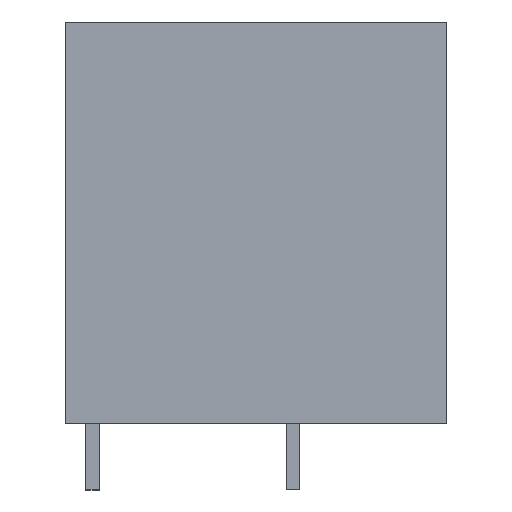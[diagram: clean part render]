
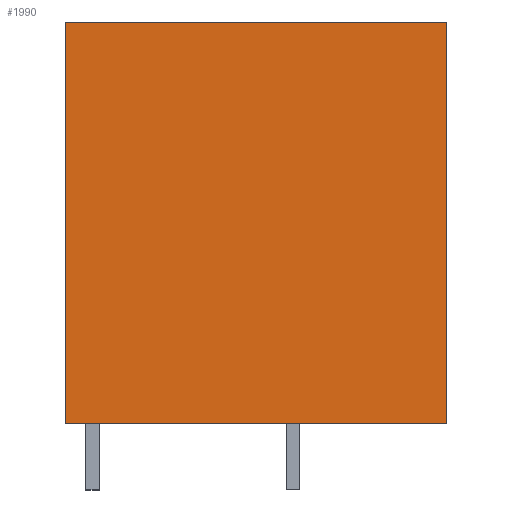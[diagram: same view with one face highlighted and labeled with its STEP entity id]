
A CAD part, left-side view. The second image highlights one B-rep face of the part: STEP entity #1990.
In plain terms, the highlighted planar face has unit normal (-1, 0, 0).
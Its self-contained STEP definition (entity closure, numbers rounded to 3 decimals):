
#1970=AXIS2_PLACEMENT_3D('Plane Axis2P3D',#1967,#1968,#1969) ;
#40=CARTESIAN_POINT('Vertex',(0.,0.,5.)) ;
#45=CARTESIAN_POINT('Line Origine',(0.,14.275,5.)) ;
#49=CARTESIAN_POINT('Vertex',(0.,28.55,5.)) ;
#1148=CARTESIAN_POINT('Line Origine',(0.,0.,20.)) ;
#1152=CARTESIAN_POINT('Vertex',(0.,0.,35.)) ;
#1967=CARTESIAN_POINT('Axis2P3D Location',(0.,28.55,0.)) ;
#1972=CARTESIAN_POINT('Line Origine',(0.,14.275,35.)) ;
#1976=CARTESIAN_POINT('Vertex',(0.,28.55,35.)) ;
#1979=CARTESIAN_POINT('Line Origine',(0.,28.55,20.)) ;
#46=DIRECTION('Vector Direction',(0.,-1.,0.)) ;
#1149=DIRECTION('Vector Direction',(0.,0.,1.)) ;
#1968=DIRECTION('Axis2P3D Direction',(-1.,0.,0.)) ;
#1969=DIRECTION('Axis2P3D XDirection',(0.,-1.,0.)) ;
#1973=DIRECTION('Vector Direction',(0.,1.,0.)) ;
#1980=DIRECTION('Vector Direction',(0.,0.,-1.)) ;
#47=VECTOR('Line Direction',#46,1.) ;
#1150=VECTOR('Line Direction',#1149,1.) ;
#1974=VECTOR('Line Direction',#1973,1.) ;
#1981=VECTOR('Line Direction',#1980,1.) ;
#1985=ORIENTED_EDGE('',*,*,#51,.T.) ;
#1986=ORIENTED_EDGE('',*,*,#1154,.T.) ;
#1987=ORIENTED_EDGE('',*,*,#1978,.T.) ;
#1988=ORIENTED_EDGE('',*,*,#1983,.T.) ;
#1990=ADVANCED_FACE('HOUSING',(#1989),#1971,.T.) ;
#51=EDGE_CURVE('',#50,#41,#48,.T.) ;
#1154=EDGE_CURVE('',#41,#1153,#1151,.T.) ;
#1978=EDGE_CURVE('',#1153,#1977,#1975,.T.) ;
#1983=EDGE_CURVE('',#1977,#50,#1982,.T.) ;
#1984=EDGE_LOOP('',(#1985,#1986,#1987,#1988)) ;
#1989=FACE_OUTER_BOUND('',#1984,.T.) ;
#48=LINE('Line',#45,#47) ;
#1151=LINE('Line',#1148,#1150) ;
#1975=LINE('Line',#1972,#1974) ;
#1982=LINE('Line',#1979,#1981) ;
#1971=PLANE('',#1970) ;
#41=VERTEX_POINT('',#40) ;
#50=VERTEX_POINT('',#49) ;
#1153=VERTEX_POINT('',#1152) ;
#1977=VERTEX_POINT('',#1976) ;
